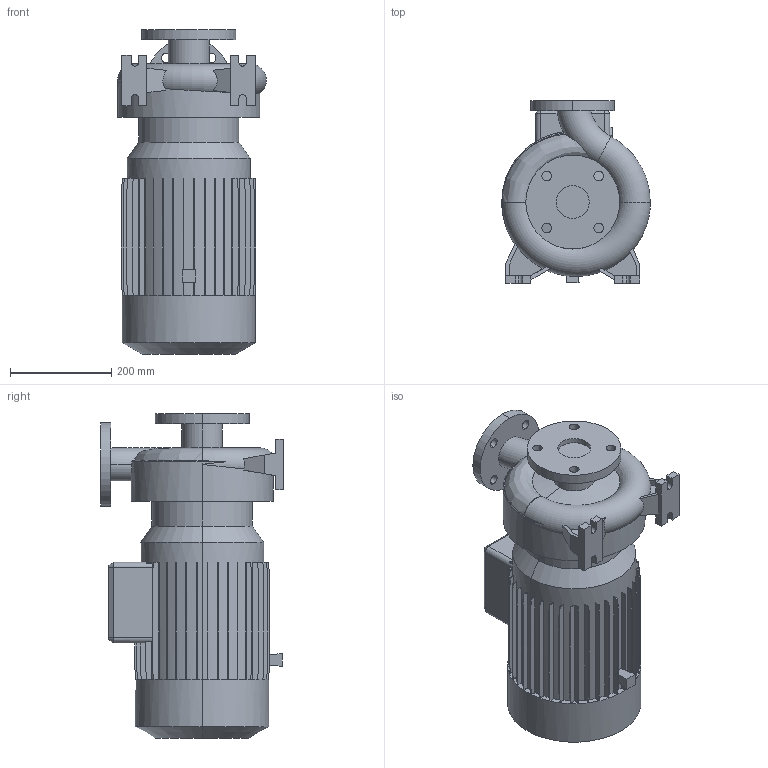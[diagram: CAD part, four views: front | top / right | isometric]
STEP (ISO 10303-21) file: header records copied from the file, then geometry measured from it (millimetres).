
FILE_DESCRIPTION (( 'STEP AP214' ), '1' );
FILE_NAME ('10008452swp01.step', '2021-04-30T16:00:56', ( '' ), ( '' ), 'SwSTEP 2.0', 'SolidWorks 2019', '' );
FILE_SCHEMA (( 'AUTOMOTIVE_DESIGN' ));
Length unit declared in the file: millimetre
Products named in the file (1): 10008452swp01
Bounding box: 292.9 x 360 x 640 mm (x, y, z)
Volume: 30701202.9 mm3; surface area: 996126.7 mm2
Topology: 1 solids, 1 shells, 393 faces, 1158 edges, 773 vertices
Faces by surface type: plane 321, cylinder 52, cone 11, torus 8, bspline 1
Entity records: 14263 total; most frequent: CARTESIAN_POINT 3620, ORIENTED_EDGE 2316, DIRECTION 2089, EDGE_CURVE 1158, VECTOR 897, LINE 897, VERTEX_POINT 773, AXIS2_PLACEMENT_3D 596
